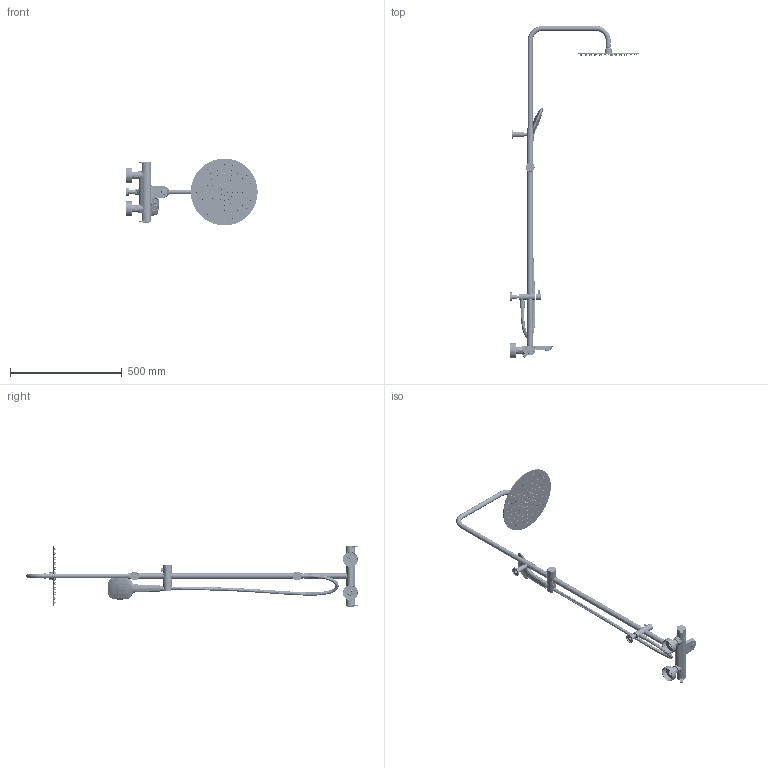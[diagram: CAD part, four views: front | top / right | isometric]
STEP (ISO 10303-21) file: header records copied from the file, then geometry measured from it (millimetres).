
FILE_DESCRIPTION (( 'STEP AP203' ), '1' );
FILE_NAME ('94C311953.STEP', '2025-07-22T11:35:07', ( '' ), ( '' ), 'SwSTEP 2.0', 'SolidWorks 2021', '' );
FILE_SCHEMA (( 'CONFIG_CONTROL_DESIGN' ));
Products named in the file (9): VA0206_Predeterminado; 94C311953_Predeterminado; 99-255525_99-255516; part_5_Predeterminado; CVSW0056_Predeterminado; NUT_Predeterminado; PLATE 300_Predeterminado; 94C311953; BALL_Predeterminado
Assembly tree (95 placements, depth 3):
  94C311953
    94C311953_Predeterminado
    99-255525_99-255516
      PLATE 300_Predeterminado
      NUT_Predeterminado
      part_5_Predeterminado
      BALL_Predeterminado
      VA0206_Predeterminado
      CVSW0056_Predeterminado  x88
Bounding box: 588.69 x 1487.39 x 300 mm (x, y, z)
Volume: 1246115.5 mm3; surface area: 976206.2 mm2
Topology: 131 solids, 131 shells, 8516 faces, 20643 edges, 12808 vertices
Faces by surface type: bspline 3890, cylinder 2197, plane 1447, cone 837, torus 129, sphere 16
Entity records: 443541 total; most frequent: CARTESIAN_POINT 330757, ORIENTED_EDGE 28196, DIRECTION 14577, EDGE_CURVE 14098, VERTEX_POINT 9150, B_SPLINE_CURVE_WITH_KNOTS 7803, EDGE_LOOP 5876, AXIS2_PLACEMENT_3D 5722
